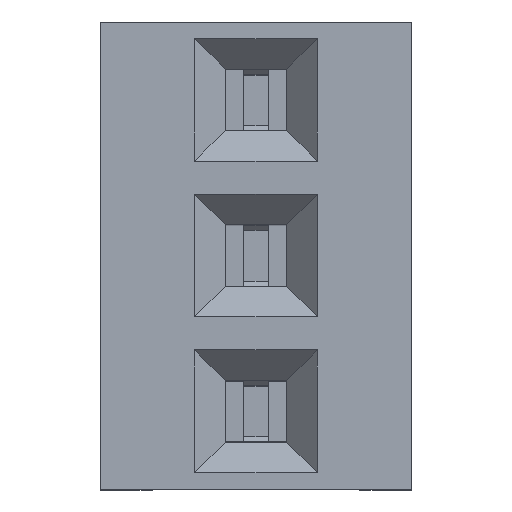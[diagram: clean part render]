
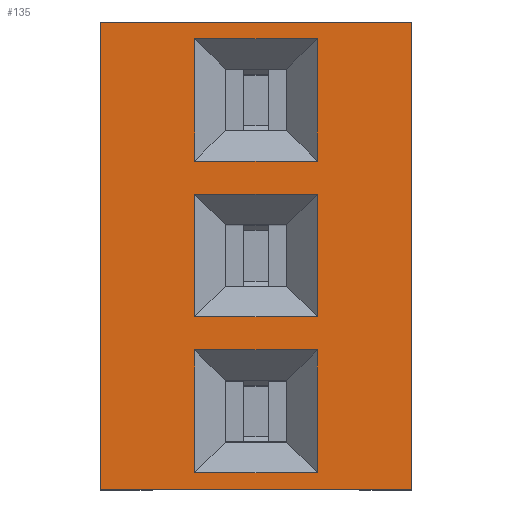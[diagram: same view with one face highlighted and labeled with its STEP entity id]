
A CAD part, top view. The second image highlights one B-rep face of the part: STEP entity #135.
In plain terms, the highlighted planar face has unit normal (0, 0, 1).
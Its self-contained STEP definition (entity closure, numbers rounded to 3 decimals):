
#24=VERTEX_POINT('',#25);
#25=CARTESIAN_POINT('',(1.27,-3.175,4.4));
#29=EDGE_CURVE('',#24,#30,#32,.T.);
#30=VERTEX_POINT('',#31);
#31=CARTESIAN_POINT('',(1.27,0.635,4.4));
#32=LINE('',#25,#33);
#33=VECTOR('',#34,1.);
#34=DIRECTION('',(0.,1.,0.));
#45=DIRECTION('',(-1.,0.,0.));
#56=VECTOR('',#57,1.);
#57=DIRECTION('',(1.,0.,0.));
#60=VERTEX_POINT('',#61);
#61=CARTESIAN_POINT('',(-1.27,-3.175,4.4));
#64=EDGE_CURVE('',#60,#24,#65,.T.);
#65=LINE('',#61,#56);
#94=VECTOR('',#45,1.);
#97=EDGE_CURVE('',#30,#98,#100,.T.);
#98=VERTEX_POINT('',#99);
#99=CARTESIAN_POINT('',(-1.27,0.635,4.4));
#100=LINE('',#31,#94);
#125=DIRECTION('',(0.,-1.,0.));
#134=DIRECTION('',(0.,0.,-1.));
#135=ADVANCED_FACE('',(#136,#145,#167,#189),#211,.F.);
#136=FACE_BOUND('',#137,.F.);
#137=EDGE_LOOP('',(#138,#139,#140,#144));
#138=ORIENTED_EDGE('',*,*,#29,.F.);
#139=ORIENTED_EDGE('',*,*,#64,.F.);
#140=ORIENTED_EDGE('',*,*,#141,.F.);
#141=EDGE_CURVE('',#98,#60,#142,.T.);
#142=LINE('',#99,#143);
#143=VECTOR('',#125,1.);
#144=ORIENTED_EDGE('',*,*,#97,.F.);
#145=FACE_BOUND('',#146,.F.);
#146=EDGE_LOOP('',(#147,#154,#159,#164));
#147=ORIENTED_EDGE('',*,*,#148,.T.);
#148=EDGE_CURVE('',#149,#151,#153,.T.);
#149=VERTEX_POINT('',#150);
#150=CARTESIAN_POINT('',(-0.5,-2.04,4.4));
#151=VERTEX_POINT('',#152);
#152=CARTESIAN_POINT('',(-0.5,-3.04,4.4));
#153=LINE('',#150,#143);
#154=ORIENTED_EDGE('',*,*,#155,.T.);
#155=EDGE_CURVE('',#151,#156,#158,.T.);
#156=VERTEX_POINT('',#157);
#157=CARTESIAN_POINT('',(0.5,-3.04,4.4));
#158=LINE('',#152,#56);
#159=ORIENTED_EDGE('',*,*,#160,.T.);
#160=EDGE_CURVE('',#156,#161,#163,.T.);
#161=VERTEX_POINT('',#162);
#162=CARTESIAN_POINT('',(0.5,-2.04,4.4));
#163=LINE('',#157,#33);
#164=ORIENTED_EDGE('',*,*,#165,.T.);
#165=EDGE_CURVE('',#161,#149,#166,.T.);
#166=LINE('',#162,#94);
#167=FACE_BOUND('',#168,.F.);
#168=EDGE_LOOP('',(#169,#176,#181,#186));
#169=ORIENTED_EDGE('',*,*,#170,.T.);
#170=EDGE_CURVE('',#171,#173,#175,.T.);
#171=VERTEX_POINT('',#172);
#172=CARTESIAN_POINT('',(-0.5,-0.77,4.4));
#173=VERTEX_POINT('',#174);
#174=CARTESIAN_POINT('',(-0.5,-1.77,4.4));
#175=LINE('',#172,#143);
#176=ORIENTED_EDGE('',*,*,#177,.T.);
#177=EDGE_CURVE('',#173,#178,#180,.T.);
#178=VERTEX_POINT('',#179);
#179=CARTESIAN_POINT('',(0.5,-1.77,4.4));
#180=LINE('',#174,#56);
#181=ORIENTED_EDGE('',*,*,#182,.T.);
#182=EDGE_CURVE('',#178,#183,#185,.T.);
#183=VERTEX_POINT('',#184);
#184=CARTESIAN_POINT('',(0.5,-0.77,4.4));
#185=LINE('',#179,#33);
#186=ORIENTED_EDGE('',*,*,#187,.T.);
#187=EDGE_CURVE('',#183,#171,#188,.T.);
#188=LINE('',#184,#94);
#189=FACE_BOUND('',#190,.F.);
#190=EDGE_LOOP('',(#191,#198,#203,#208));
#191=ORIENTED_EDGE('',*,*,#192,.T.);
#192=EDGE_CURVE('',#193,#195,#197,.T.);
#193=VERTEX_POINT('',#194);
#194=CARTESIAN_POINT('',(-0.5,0.5,4.4));
#195=VERTEX_POINT('',#196);
#196=CARTESIAN_POINT('',(-0.5,-0.5,4.4));
#197=LINE('',#194,#143);
#198=ORIENTED_EDGE('',*,*,#199,.T.);
#199=EDGE_CURVE('',#195,#200,#202,.T.);
#200=VERTEX_POINT('',#201);
#201=CARTESIAN_POINT('',(0.5,-0.5,4.4));
#202=LINE('',#196,#56);
#203=ORIENTED_EDGE('',*,*,#204,.T.);
#204=EDGE_CURVE('',#200,#205,#207,.T.);
#205=VERTEX_POINT('',#206);
#206=CARTESIAN_POINT('',(0.5,0.5,4.4));
#207=LINE('',#201,#33);
#208=ORIENTED_EDGE('',*,*,#209,.T.);
#209=EDGE_CURVE('',#205,#193,#210,.T.);
#210=LINE('',#206,#94);
#211=PLANE('',#212);
#212=AXIS2_PLACEMENT_3D('',#25,#134,#125);
